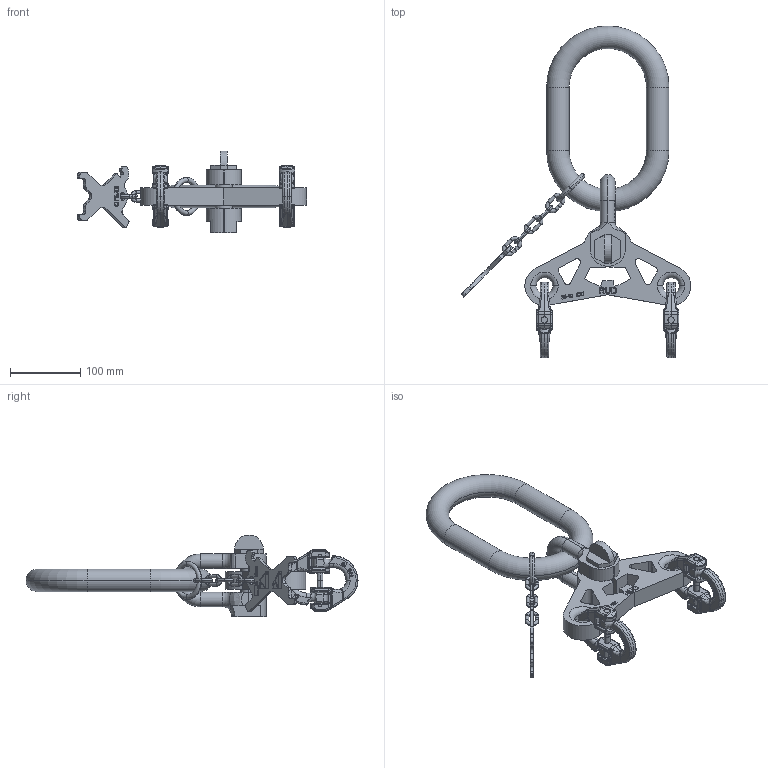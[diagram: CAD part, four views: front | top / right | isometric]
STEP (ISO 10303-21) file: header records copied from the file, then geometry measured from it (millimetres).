
FILE_DESCRIPTION((''),'2;1');
FILE_NAME('001-M34963-P-3_ASM','2019-01-24T',('anja.joas'),(''),'PRO/ENGINEER BY PARAMETRIC TECHNOLOGY CORPORATION, 2011490','PRO/ENGINEER BY PARAMETRIC TECHNOLOGY CORPORATION, 2011490','');
FILE_SCHEMA(('CONFIG_CONTROL_DESIGN'));
Length unit declared in the file: millimetre
Products named in the file (12): 001-M34547-P-4; 001-M31107-P-1; 001-M34651-P-2; 001-M34313-P-1; 001-M34313-P-2; 001-M34313-P-2_ASM; 001-M31128-V02; 001-M31129-P-3; 001-M33743-001; 001-M31130-003_ASM; 001-M32117-P-3; 001-M34963-P-3_ASM
Assembly tree (15 placements, depth 3):
  001-M34963-P-3_ASM
    001-M34547-P-4
    001-M31107-P-1
    001-M34651-P-2
    001-M34313-P-2_ASM  x2
      001-M34313-P-1
      001-M34313-P-2
    001-M31128-V02
    001-M31129-P-3  x2
    001-M31130-003_ASM
      001-M33743-001  x3
    001-M32117-P-3
Bounding box: 326.15 x 472.01 x 116.5 mm (x, y, z)
Volume: 1267466.9 mm3; surface area: 231931.7 mm2
Topology: 14 solids, 14 shells, 3048 faces, 8090 edges, 5153 vertices
Faces by surface type: plane 1995, cylinder 488, bspline 347, torus 146, cone 72
Entity records: 79234 total; most frequent: CARTESIAN_POINT 27175, ORIENTED_EDGE 11398, DIRECTION 9794, EDGE_CURVE 5699, VECTOR 4322, LINE 4322, VERTEX_POINT 3673, AXIS2_PLACEMENT_3D 2736
